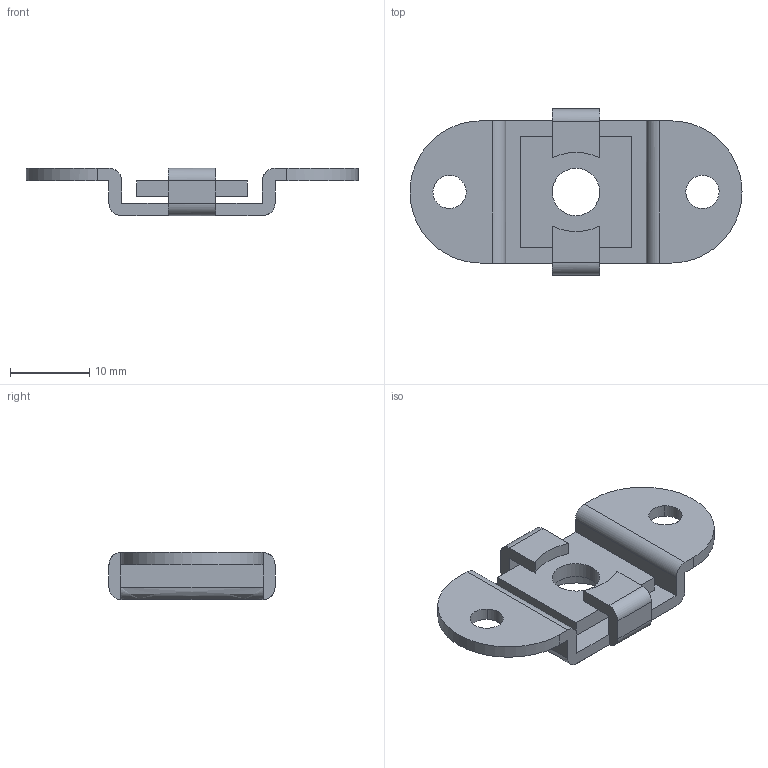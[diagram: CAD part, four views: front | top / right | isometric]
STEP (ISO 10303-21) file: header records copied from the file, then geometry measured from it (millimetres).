
FILE_DESCRIPTION((''),'2;1');
FILE_NAME('','2011-04-26T15:57:39',(''),(''),'','CADfix','');
FILE_SCHEMA(('AUTOMOTIVE_DESIGN { 1 0 10303 214 1 1 1 1 }'));
Length unit declared in the file: millimetre
Bounding box: 42 x 21 x 6 mm (x, y, z)
Volume: 1656.4 mm3; surface area: 2483.9 mm2
Topology: 2 solids, 2 shells, 52 faces, 180 edges, 132 vertices
Faces by surface type: bspline 52
Entity records: 2435 total; most frequent: CARTESIAN_POINT 1346, ORIENTED_EDGE 360, EDGE_CURVE 180, VERTEX_POINT 132, QUASI_UNIFORM_CURVE 100, B_SPLINE_CURVE_WITH_KNOTS 80, EDGE_LOOP 60, FACE_OUTER_BOUND 52
